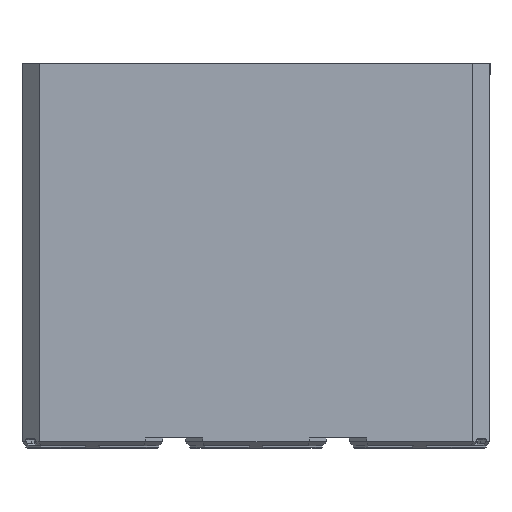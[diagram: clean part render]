
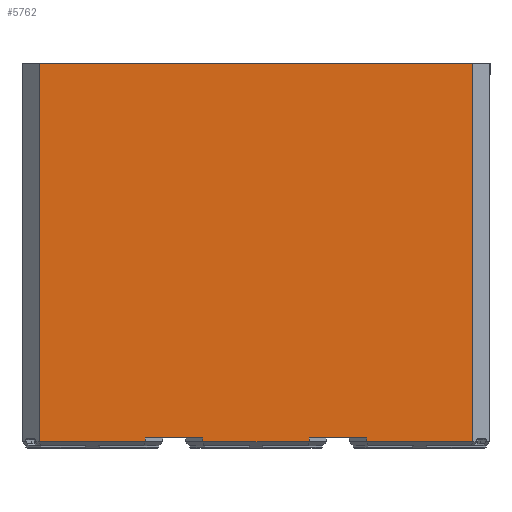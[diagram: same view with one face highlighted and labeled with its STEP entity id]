
A CAD part, left-side view. The second image highlights one B-rep face of the part: STEP entity #5762.
In plain terms, the highlighted planar face has unit normal (-1, 0, 0).
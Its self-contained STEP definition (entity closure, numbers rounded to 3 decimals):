
#20=FACE_OUTER_BOUND('',#348,.T.);
#348=EDGE_LOOP('',(#3749,#3750,#3751,#3752,#3753,#3754,#3755,#3756,#3757,
#3758,#3759,#3760));
#687=LINE('',#7944,#1533);
#688=LINE('',#7946,#1534);
#689=LINE('',#7948,#1535);
#690=LINE('',#7950,#1536);
#691=LINE('',#7952,#1537);
#692=LINE('',#7954,#1538);
#693=LINE('',#7956,#1539);
#694=LINE('',#7958,#1540);
#695=LINE('',#7960,#1541);
#696=LINE('',#7962,#1542);
#697=LINE('',#7964,#1543);
#698=LINE('',#7965,#1544);
#1533=VECTOR('',#6433,10.);
#1534=VECTOR('',#6434,10.);
#1535=VECTOR('',#6435,10.);
#1536=VECTOR('',#6436,10.);
#1537=VECTOR('',#6437,10.);
#1538=VECTOR('',#6438,10.);
#1539=VECTOR('',#6439,10.);
#1540=VECTOR('',#6440,10.);
#1541=VECTOR('',#6441,10.);
#1542=VECTOR('',#6442,10.);
#1543=VECTOR('',#6443,10.);
#1544=VECTOR('',#6444,10.);
#2379=VERTEX_POINT('',#7942);
#2380=VERTEX_POINT('',#7943);
#2381=VERTEX_POINT('',#7945);
#2382=VERTEX_POINT('',#7947);
#2383=VERTEX_POINT('',#7949);
#2384=VERTEX_POINT('',#7951);
#2385=VERTEX_POINT('',#7953);
#2386=VERTEX_POINT('',#7955);
#2387=VERTEX_POINT('',#7957);
#2388=VERTEX_POINT('',#7959);
#2389=VERTEX_POINT('',#7961);
#2390=VERTEX_POINT('',#7963);
#2903=EDGE_CURVE('',#2379,#2380,#687,.T.);
#2904=EDGE_CURVE('',#2381,#2380,#688,.T.);
#2905=EDGE_CURVE('',#2381,#2382,#689,.T.);
#2906=EDGE_CURVE('',#2383,#2382,#690,.T.);
#2907=EDGE_CURVE('',#2384,#2383,#691,.T.);
#2908=EDGE_CURVE('',#2385,#2384,#692,.T.);
#2909=EDGE_CURVE('',#2385,#2386,#693,.T.);
#2910=EDGE_CURVE('',#2387,#2386,#694,.T.);
#2911=EDGE_CURVE('',#2388,#2387,#695,.T.);
#2912=EDGE_CURVE('',#2389,#2388,#696,.T.);
#2913=EDGE_CURVE('',#2389,#2390,#697,.T.);
#2914=EDGE_CURVE('',#2379,#2390,#698,.T.);
#3749=ORIENTED_EDGE('',*,*,#2903,.T.);
#3750=ORIENTED_EDGE('',*,*,#2904,.F.);
#3751=ORIENTED_EDGE('',*,*,#2905,.T.);
#3752=ORIENTED_EDGE('',*,*,#2906,.F.);
#3753=ORIENTED_EDGE('',*,*,#2907,.F.);
#3754=ORIENTED_EDGE('',*,*,#2908,.F.);
#3755=ORIENTED_EDGE('',*,*,#2909,.T.);
#3756=ORIENTED_EDGE('',*,*,#2910,.F.);
#3757=ORIENTED_EDGE('',*,*,#2911,.F.);
#3758=ORIENTED_EDGE('',*,*,#2912,.F.);
#3759=ORIENTED_EDGE('',*,*,#2913,.T.);
#3760=ORIENTED_EDGE('',*,*,#2914,.F.);
#5434=PLANE('',#6092);
#5762=ADVANCED_FACE('',(#20),#5434,.T.);
#6092=AXIS2_PLACEMENT_3D('',#7941,#6431,#6432);
#6431=DIRECTION('center_axis',(-1.,0.,0.));
#6432=DIRECTION('ref_axis',(0.,-1.,0.));
#6433=DIRECTION('',(0.,0.,-1.));
#6434=DIRECTION('',(0.,1.,0.));
#6435=DIRECTION('',(0.,0.,1.));
#6436=DIRECTION('',(0.,1.,0.));
#6437=DIRECTION('',(0.,0.,1.));
#6438=DIRECTION('',(0.,1.,0.));
#6439=DIRECTION('',(0.,0.,1.));
#6440=DIRECTION('',(0.,1.,0.));
#6441=DIRECTION('',(0.,0.,1.));
#6442=DIRECTION('',(0.,1.,0.));
#6443=DIRECTION('',(0.,0.,1.));
#6444=DIRECTION('',(0.,-1.,0.));
#7941=CARTESIAN_POINT('Origin',(-21.5,116.228,4.2));
#7942=CARTESIAN_POINT('',(-21.5,116.228,117.6));
#7943=CARTESIAN_POINT('',(-21.5,116.228,2.));
#7944=CARTESIAN_POINT('',(-21.5,116.228,4.2));
#7945=CARTESIAN_POINT('',(-21.5,83.772,2.));
#7946=CARTESIAN_POINT('',(-21.5,83.772,2.));
#7947=CARTESIAN_POINT('',(-21.5,83.772,3.2));
#7948=CARTESIAN_POINT('',(-21.5,83.772,2.));
#7949=CARTESIAN_POINT('',(-21.5,66.228,3.2));
#7950=CARTESIAN_POINT('',(-21.5,0.,3.2));
#7951=CARTESIAN_POINT('',(-21.5,66.228,2.));
#7952=CARTESIAN_POINT('',(-21.5,66.228,2.));
#7953=CARTESIAN_POINT('',(-21.5,33.772,2.));
#7954=CARTESIAN_POINT('',(-21.5,33.772,2.));
#7955=CARTESIAN_POINT('',(-21.5,33.772,3.2));
#7956=CARTESIAN_POINT('',(-21.5,33.772,2.));
#7957=CARTESIAN_POINT('',(-21.5,16.228,3.2));
#7958=CARTESIAN_POINT('',(-21.5,0.,3.2));
#7959=CARTESIAN_POINT('',(-21.5,16.228,2.));
#7960=CARTESIAN_POINT('',(-21.5,16.228,2.));
#7961=CARTESIAN_POINT('',(-21.5,-16.228,2.));
#7962=CARTESIAN_POINT('',(-21.5,-16.228,2.));
#7963=CARTESIAN_POINT('',(-21.5,-16.228,117.6));
#7964=CARTESIAN_POINT('',(-21.5,-16.228,4.2));
#7965=CARTESIAN_POINT('',(-21.5,-16.228,117.6));
